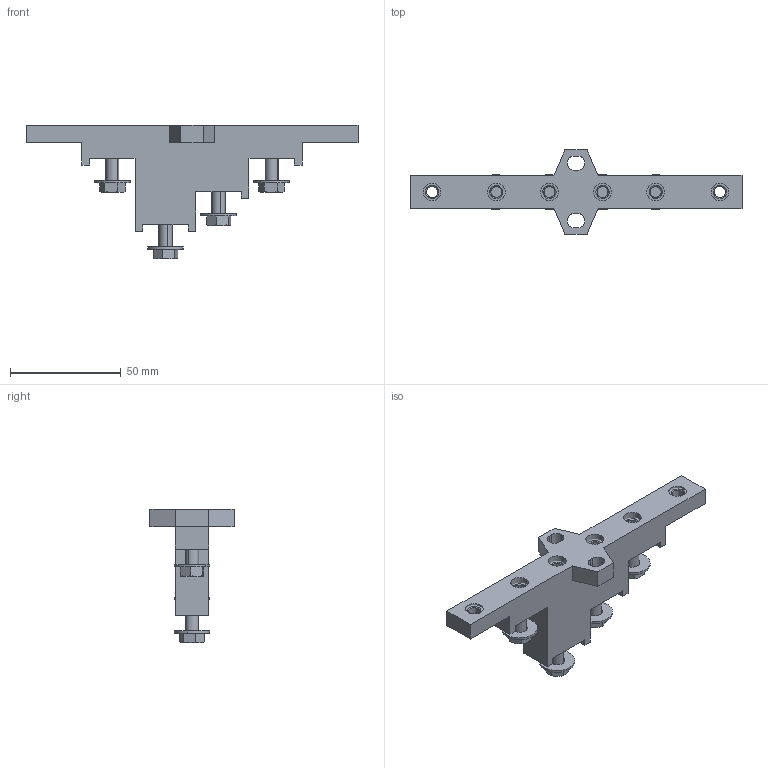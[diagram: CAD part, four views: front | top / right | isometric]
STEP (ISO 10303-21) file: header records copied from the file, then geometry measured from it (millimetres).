
FILE_DESCRIPTION(('STEP AP203'),'1');
FILE_NAME('bs-250a.stp','2024-07-09T21:18:45',('TraceParts'),('TraceParts S.A.'),'Spatial InterOp 3D',' ',' ');
FILE_SCHEMA(('CONFIG_CONTROL_DESIGN'));
Length unit declared in the file: millimetre
Products named in the file (1): 1
Bounding box: 150 x 38 x 60.38 mm (x, y, z)
Volume: 50849.7 mm3; surface area: 24310 mm2
Topology: 19 solids, 19 shells, 446 faces, 992 edges, 588 vertices
Faces by surface type: cone 200, plane 162, cylinder 84
Entity records: 12616 total; most frequent: CARTESIAN_POINT 2909, ORIENTED_EDGE 1984, DIRECTION 1982, EDGE_CURVE 992, AXIS2_PLACEMENT_3D 813, VERTEX_POINT 588, EDGE_LOOP 494, ADVANCED_FACE 446
